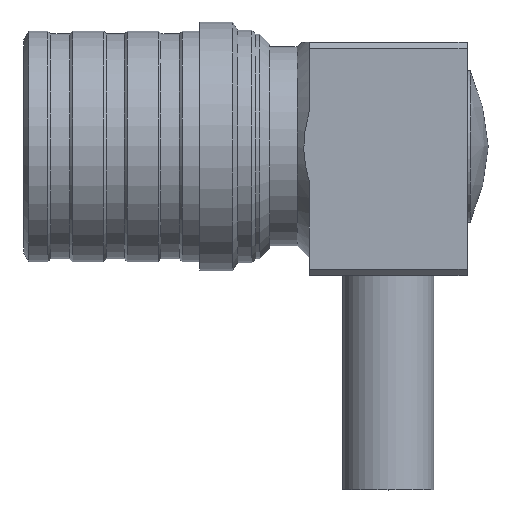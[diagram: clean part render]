
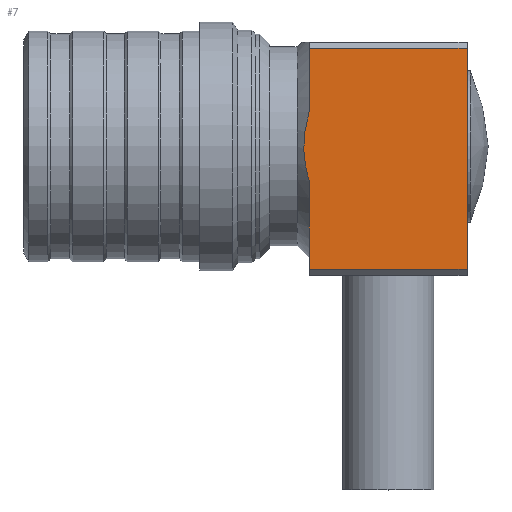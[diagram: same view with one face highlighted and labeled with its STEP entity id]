
A CAD part, top view. The second image highlights one B-rep face of the part: STEP entity #7.
In plain terms, the highlighted planar face has unit normal (0, 0, 1).
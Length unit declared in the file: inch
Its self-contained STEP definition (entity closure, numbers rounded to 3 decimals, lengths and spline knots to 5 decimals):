
#7 = ADVANCED_FACE ( 'NONE', ( #2688 ), #1114, .T. ) ;
#34 = CARTESIAN_POINT ( 'NONE',  ( 0.47023, 0.05661, 0.175 ) ) ;
#77 = LINE ( 'NONE', #2374, #2461 ) ;
#80 = VERTEX_POINT ( 'NONE', #982 ) ;
#136 = EDGE_CURVE ( 'NONE', #80, #1359, #77, .T. ) ;
#181 = EDGE_CURVE ( 'NONE', #698, #853, #1884, .T. ) ;
#330 = CARTESIAN_POINT ( 'NONE',  ( 0.46131, -0.01937, 0.175 ) ) ;
#340 = CARTESIAN_POINT ( 'NONE',  ( 0.47023, 0.05661, 0.175 ) ) ;
#570 = CARTESIAN_POINT ( 'NONE',  ( 0.73031, 0.1714, 0.175 ) ) ;
#602 = DIRECTION ( 'NONE',  ( 1., 0., 0. ) ) ;
#635 = ORIENTED_EDGE ( 'NONE', *, *, #136, .T. ) ;
#698 = VERTEX_POINT ( 'NONE', #340 ) ;
#710 = VERTEX_POINT ( 'NONE', #1769 ) ;
#853 = VERTEX_POINT ( 'NONE', #2260 ) ;
#916 = CARTESIAN_POINT ( 'NONE',  ( 0.47023, 0.1714, 0.175 ) ) ;
#964 = LINE ( 'NONE', #1230, #1035 ) ;
#982 = CARTESIAN_POINT ( 'NONE',  ( 0.73031, 0.1614, 0.175 ) ) ;
#1035 = VECTOR ( 'NONE', #1210, 39.37008 ) ;
#1114 = PLANE ( 'NONE',  #1327 ) ;
#1183 = DIRECTION ( 'NONE',  ( -1., 0., 0. ) ) ;
#1194 = LINE ( 'NONE', #570, #1375 ) ;
#1210 = DIRECTION ( 'NONE',  ( 0., -1., 0. ) ) ;
#1230 = CARTESIAN_POINT ( 'NONE',  ( 0.47023, 0.1714, 0.175 ) ) ;
#1257 = DIRECTION ( 'NONE',  ( 0., 1., 0. ) ) ;
#1327 = AXIS2_PLACEMENT_3D ( 'NONE', #2346, #2093, #2052 ) ;
#1359 = VERTEX_POINT ( 'NONE', #2707 ) ;
#1375 = VECTOR ( 'NONE', #1257, 39.37008 ) ;
#1496 = EDGE_CURVE ( 'NONE', #853, #710, #964, .T. ) ;
#1624 = ORIENTED_EDGE ( 'NONE', *, *, #181, .T. ) ;
#1710 = CARTESIAN_POINT ( 'NONE',  ( 0.4613, 0.00957, 0.175 ) ) ;
#1711 = VECTOR ( 'NONE', #2792, 39.37008 ) ;
#1769 = CARTESIAN_POINT ( 'NONE',  ( 0.47023, -0.20288, 0.175 ) ) ;
#1884 = B_SPLINE_CURVE_WITH_KNOTS ( 'NONE', 3,
 ( #34, #1941, #1896, #1953, #1710, #330, #2837, #2653 ),
 .UNSPECIFIED., .F., .F.,
 ( 4, 2, 2, 4 ),
 ( 0., 0.00073, 0.00146, 0.00292 ),
 .UNSPECIFIED. ) ;
#1896 = CARTESIAN_POINT ( 'NONE',  ( 0.46515, 0.03806, 0.175 ) ) ;
#1897 = ORIENTED_EDGE ( 'NONE', *, *, #2878, .T. ) ;
#1901 = CARTESIAN_POINT ( 'NONE',  ( 0.73031, -0.20288, 0.175 ) ) ;
#1941 = CARTESIAN_POINT ( 'NONE',  ( 0.46739, 0.04739, 0.175 ) ) ;
#1953 = CARTESIAN_POINT ( 'NONE',  ( 0.4621, 0.01917, 0.175 ) ) ;
#2009 = EDGE_LOOP ( 'NONE', ( #1897, #635, #2512, #1624, #2637, #2225 ) ) ;
#2052 = DIRECTION ( 'NONE',  ( 1., 0., 0. ) ) ;
#2093 = DIRECTION ( 'NONE',  ( 0., 0., 1. ) ) ;
#2108 = VERTEX_POINT ( 'NONE', #1901 ) ;
#2225 = ORIENTED_EDGE ( 'NONE', *, *, #2497, .T. ) ;
#2260 = CARTESIAN_POINT ( 'NONE',  ( 0.47023, -0.05661, 0.175 ) ) ;
#2266 = EDGE_CURVE ( 'NONE', #1359, #698, #2336, .T. ) ;
#2336 = LINE ( 'NONE', #916, #1711 ) ;
#2346 = CARTESIAN_POINT ( 'NONE',  ( 0., 0., 0.175 ) ) ;
#2374 = CARTESIAN_POINT ( 'NONE',  ( 0.47023, 0.1614, 0.175 ) ) ;
#2461 = VECTOR ( 'NONE', #1183, 39.37008 ) ;
#2497 = EDGE_CURVE ( 'NONE', #710, #2108, #2700, .T. ) ;
#2512 = ORIENTED_EDGE ( 'NONE', *, *, #2266, .T. ) ;
#2637 = ORIENTED_EDGE ( 'NONE', *, *, #1496, .T. ) ;
#2653 = CARTESIAN_POINT ( 'NONE',  ( 0.47023, -0.05661, 0.175 ) ) ;
#2688 = FACE_OUTER_BOUND ( 'NONE', #2009, .T. ) ;
#2700 = LINE ( 'NONE', #3006, #2800 ) ;
#2707 = CARTESIAN_POINT ( 'NONE',  ( 0.47023, 0.1614, 0.175 ) ) ;
#2792 = DIRECTION ( 'NONE',  ( 0., -1., 0. ) ) ;
#2800 = VECTOR ( 'NONE', #602, 39.37008 ) ;
#2837 = CARTESIAN_POINT ( 'NONE',  ( 0.46455, -0.03817, 0.175 ) ) ;
#2878 = EDGE_CURVE ( 'NONE', #2108, #80, #1194, .T. ) ;
#3006 = CARTESIAN_POINT ( 'NONE',  ( 0.73031, -0.20288, 0.175 ) ) ;
